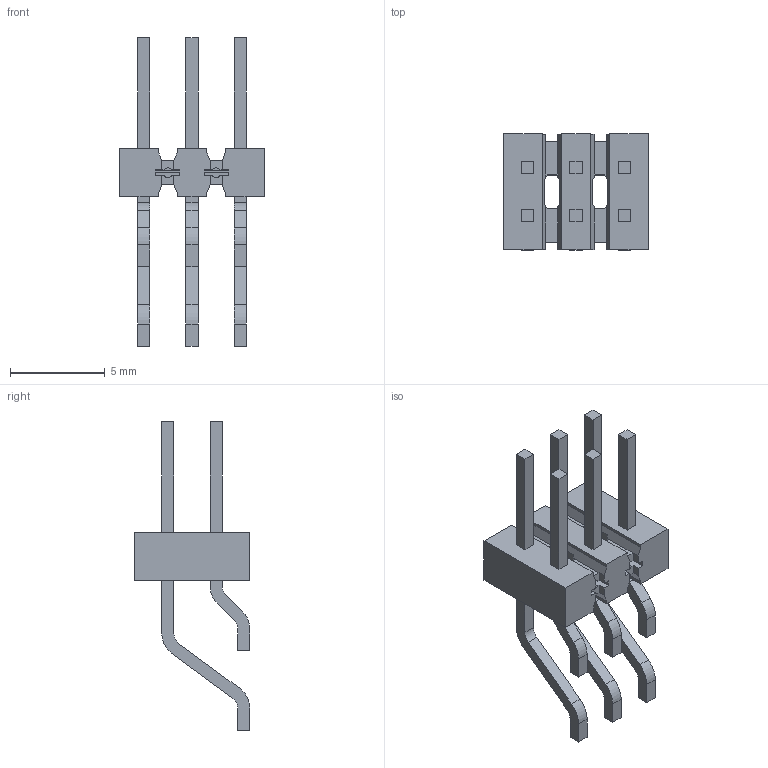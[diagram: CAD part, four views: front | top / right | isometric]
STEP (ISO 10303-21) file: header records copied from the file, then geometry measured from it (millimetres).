
FILE_DESCRIPTION(/* description */ ('STEP AP214'),/* implementation_level */ '2;1');
FILE_NAME(/* name */ 'TSM-103-01-T-DH',/* time_stamp */ '2022-08-12T01:44:23+02:00',/* author */ ('License CC BY-ND 4.0'),/* organization */ ('CADENAS'),/* preprocessor_version */ 'ST-DEVELOPER v18.102',/* originating_system */ 'PARTsolutions',/* authorisation */ ' ');
FILE_SCHEMA (('AUTOMOTIVE_DESIGN {1 0 10303 214 3 1 1}'));
Length unit declared in the file: inch
Products named in the file (3): TSM-103-01-T-DH; T-1S6-09(-01-3-DH); TSM-103-01-DH_body
Assembly tree (2 placements, depth 2):
  TSM-103-01-T-DH
    T-1S6-09(-01-3-DH)
    TSM-103-01-DH_body
Bounding box: 7.62 x 6.1 x 16.26 mm (x, y, z)
Volume: 130.1 mm3; surface area: 501.5 mm2
Topology: 2 solids, 2 shells, 260 faces, 728 edges, 480 vertices
Faces by surface type: plane 228, cylinder 32
Entity records: 8346 total; most frequent: CARTESIAN_POINT 1471, ORIENTED_EDGE 1456, DIRECTION 1318, EDGE_CURVE 728, LINE 664, VECTOR 664, VERTEX_POINT 480, AXIS2_PLACEMENT_3D 327
